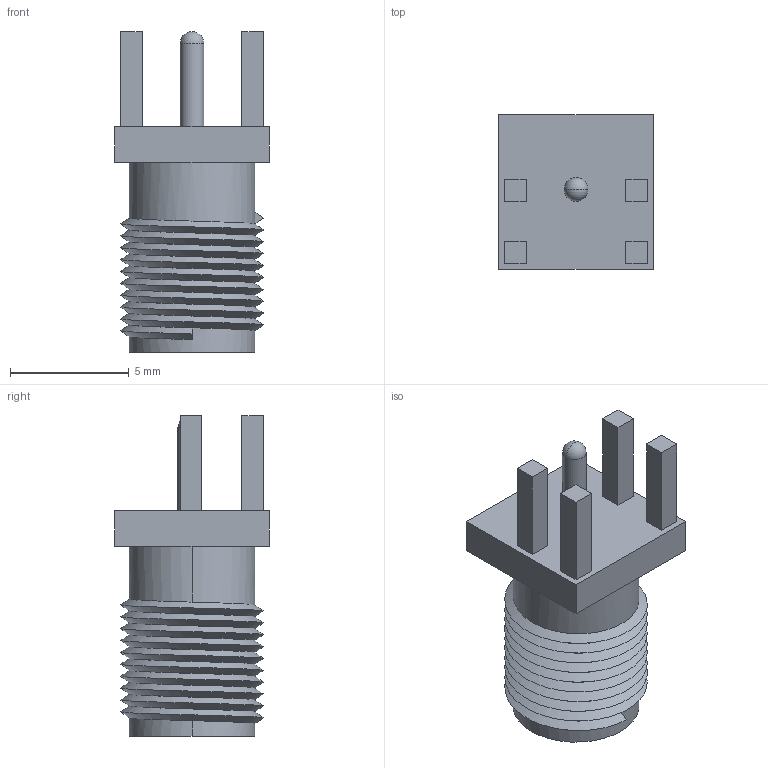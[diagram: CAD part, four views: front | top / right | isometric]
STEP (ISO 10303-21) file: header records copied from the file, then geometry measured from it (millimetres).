
FILE_DESCRIPTION (( 'STEP AP214' ), '1' );
FILE_NAME ('SMA.STEP', '2019-05-04T11:48:59', ( '' ), ( '' ), 'SwSTEP 2.0', 'SolidWorks 2018', '' );
FILE_SCHEMA (( 'AUTOMOTIVE_DESIGN' ));
Length unit declared in the file: millimetre
Products named in the file (1): SMA
Bounding box: 6.5 x 6.5 x 13.5 mm (x, y, z)
Volume: 213.6 mm3; surface area: 440.9 mm2
Topology: 1 solids, 1 shells, 59 faces, 151 edges, 99 vertices
Faces by surface type: plane 30, cylinder 25, sphere 2, bspline 2
Entity records: 2459 total; most frequent: CARTESIAN_POINT 1137, ORIENTED_EDGE 294, DIRECTION 233, EDGE_CURVE 147, VERTEX_POINT 97, LINE 89, VECTOR 89, AXIS2_PLACEMENT_3D 72
